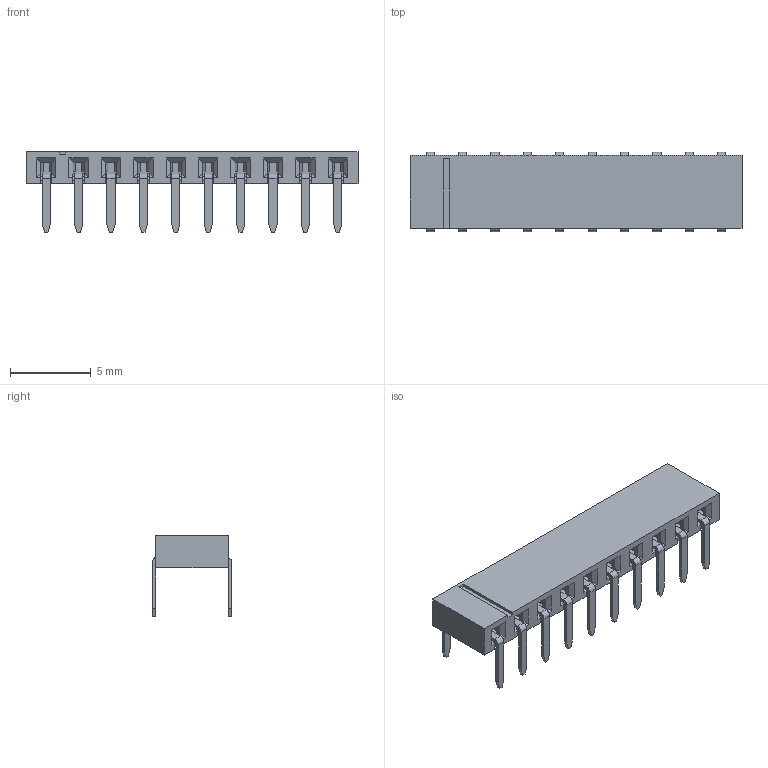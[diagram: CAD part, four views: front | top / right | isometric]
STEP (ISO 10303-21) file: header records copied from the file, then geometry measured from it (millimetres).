
FILE_DESCRIPTION( ('This file contains a STEP AP42 implementation' ,'as created by ZW3D STEP Interface translator.') ,'2;1' );
FILE_NAME( '2220-1XXRXXCUNX1.stp' ,'23 417.171831', (''), ('ZWCAD Software Co.'), 'Version 1.0', 'ZW3D to STEP translator', '' );
FILE_SCHEMA(('AUTOMOTIVE_DESIGN { 1 0 10303 214 1 1 1 1 }'));
Length unit declared in the file: millimetre
Products named in the file (2): 0; 2220-110RG0CUNT1
Bounding box: 20.5 x 4.9 x 5 mm (x, y, z)
Volume: 142.8 mm3; surface area: 739.7 mm2
Topology: 1 solids, 1 shells, 858 faces, 2444 edges, 1578 vertices
Faces by surface type: plane 678, cylinder 140, bspline 40
Entity records: 28822 total; most frequent: CARTESIAN_POINT 5741, ORIENTED_EDGE 4912, DIRECTION 4222, EDGE_CURVE 2444, VECTOR 2064, LINE 2064, VERTEX_POINT 1578, AXIS2_PLACEMENT_3D 1079
